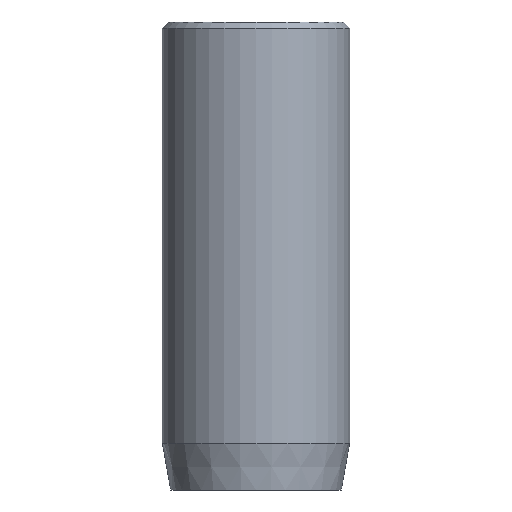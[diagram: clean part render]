
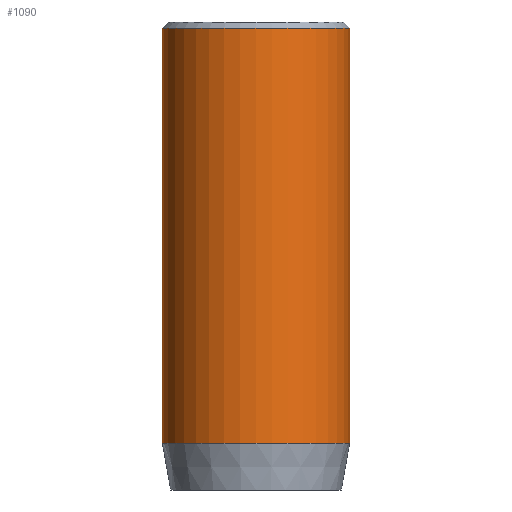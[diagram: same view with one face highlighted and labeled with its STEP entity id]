
A CAD part, front view. The second image highlights one B-rep face of the part: STEP entity #1090.
In plain terms, the highlighted cylindrical face has radius 3 mm (diameter 6 mm), a partial arc.
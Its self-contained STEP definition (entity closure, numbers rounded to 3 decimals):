
#3 = EDGE_CURVE ( 'NONE', #975, #744, #918, .T. ) ;
#15 = CARTESIAN_POINT ( 'NONE',  ( 0., 0., 1.5 ) ) ;
#24 = EDGE_CURVE ( 'NONE', #975, #432, #691, .T. ) ;
#75 = DIRECTION ( 'NONE',  ( 0., 0., -1. ) ) ;
#270 = ORIENTED_EDGE ( 'NONE', *, *, #3, .T. ) ;
#294 = CARTESIAN_POINT ( 'NONE',  ( -3., 0., 15. ) ) ;
#304 = CARTESIAN_POINT ( 'NONE',  ( 0., 0., 15. ) ) ;
#354 = EDGE_CURVE ( 'NONE', #488, #432, #906, .T. ) ;
#399 = DIRECTION ( 'NONE',  ( -1., 0., 0. ) ) ;
#400 = FACE_OUTER_BOUND ( 'NONE', #653, .T. ) ;
#414 = CARTESIAN_POINT ( 'NONE',  ( -3., 0., 1.5 ) ) ;
#424 = CARTESIAN_POINT ( 'NONE',  ( 3., 0., 1.5 ) ) ;
#432 = VERTEX_POINT ( 'NONE', #424 ) ;
#488 = VERTEX_POINT ( 'NONE', #414 ) ;
#604 = AXIS2_PLACEMENT_3D ( 'NONE', #304, #75, #399 ) ;
#653 = EDGE_LOOP ( 'NONE', ( #873, #270, #654, #979 ) ) ;
#654 = ORIENTED_EDGE ( 'NONE', *, *, #1058, .T. ) ;
#691 = LINE ( 'NONE', #1117, #891 ) ;
#744 = VERTEX_POINT ( 'NONE', #747 ) ;
#747 = CARTESIAN_POINT ( 'NONE',  ( -3., 0., 14.8 ) ) ;
#794 = DIRECTION ( 'NONE',  ( 1., 0., 0. ) ) ;
#811 = DIRECTION ( 'NONE',  ( 0., 0., 1. ) ) ;
#817 = CYLINDRICAL_SURFACE ( 'NONE', #604, 3. ) ;
#845 = VECTOR ( 'NONE', #1107, 1000. ) ;
#873 = ORIENTED_EDGE ( 'NONE', *, *, #24, .F. ) ;
#891 = VECTOR ( 'NONE', #1113, 1000. ) ;
#906 = CIRCLE ( 'NONE', #964, 3. ) ;
#918 = CIRCLE ( 'NONE', #1144, 3. ) ;
#964 = AXIS2_PLACEMENT_3D ( 'NONE', #15, #811, #794 ) ;
#975 = VERTEX_POINT ( 'NONE', #993 ) ;
#979 = ORIENTED_EDGE ( 'NONE', *, *, #354, .T. ) ;
#993 = CARTESIAN_POINT ( 'NONE',  ( 3., 0., 14.8 ) ) ;
#1058 = EDGE_CURVE ( 'NONE', #744, #488, #1078, .T. ) ;
#1078 = LINE ( 'NONE', #294, #845 ) ;
#1090 = ADVANCED_FACE ( 'NONE', ( #400 ), #817, .T. ) ;
#1095 = DIRECTION ( 'NONE',  ( 1., 0., 0. ) ) ;
#1107 = DIRECTION ( 'NONE',  ( 0., 0., -1. ) ) ;
#1113 = DIRECTION ( 'NONE',  ( 0., 0., -1. ) ) ;
#1117 = CARTESIAN_POINT ( 'NONE',  ( 3., 0., 15. ) ) ;
#1121 = CARTESIAN_POINT ( 'NONE',  ( 0., 0., 14.8 ) ) ;
#1144 = AXIS2_PLACEMENT_3D ( 'NONE', #1121, #1145, #1095 ) ;
#1145 = DIRECTION ( 'NONE',  ( 0., 0., -1. ) ) ;
